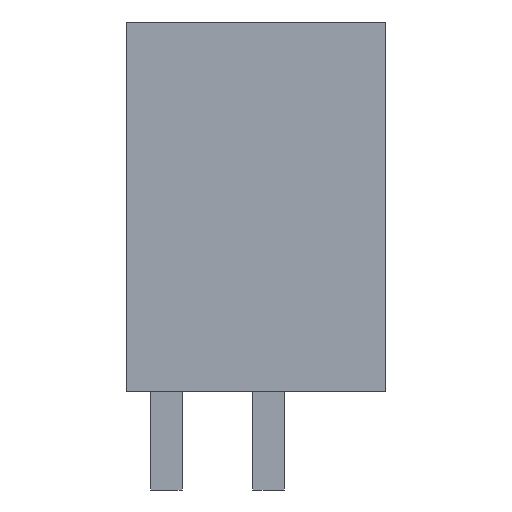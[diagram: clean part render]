
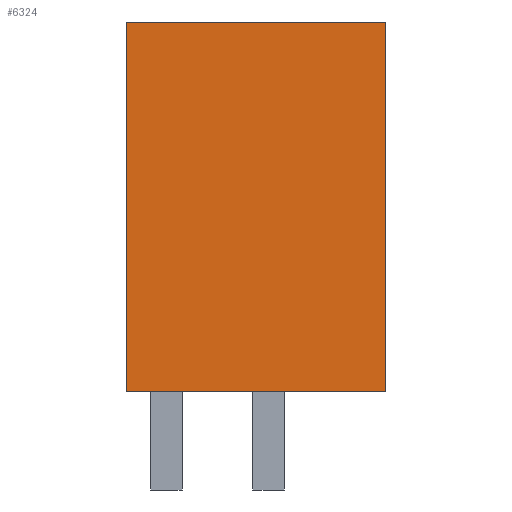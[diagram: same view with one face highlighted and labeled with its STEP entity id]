
A CAD part, left-side view. The second image highlights one B-rep face of the part: STEP entity #6324.
In plain terms, the highlighted planar face has unit normal (-1, 0, 0).
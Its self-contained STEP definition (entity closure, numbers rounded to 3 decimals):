
#6304=AXIS2_PLACEMENT_3D('Plane Axis2P3D',#6301,#6302,#6303) ;
#1587=CARTESIAN_POINT('Vertex',(0.,0.,3.2)) ;
#1590=CARTESIAN_POINT('Line Origine',(0.,4.215,3.2)) ;
#1594=CARTESIAN_POINT('Vertex',(0.,8.43,3.2)) ;
#6137=CARTESIAN_POINT('Line Origine',(0.,0.,9.2)) ;
#6141=CARTESIAN_POINT('Vertex',(0.,0.,15.2)) ;
#6301=CARTESIAN_POINT('Axis2P3D Location',(0.,8.43,15.2)) ;
#6306=CARTESIAN_POINT('Line Origine',(0.,4.215,15.2)) ;
#6310=CARTESIAN_POINT('Vertex',(0.,8.43,15.2)) ;
#6313=CARTESIAN_POINT('Line Origine',(0.,8.43,9.2)) ;
#1591=DIRECTION('Vector Direction',(0.,-1.,0.)) ;
#6138=DIRECTION('Vector Direction',(0.,0.,-1.)) ;
#6302=DIRECTION('Axis2P3D Direction',(-1.,0.,0.)) ;
#6303=DIRECTION('Axis2P3D XDirection',(0.,0.,1.)) ;
#6307=DIRECTION('Vector Direction',(0.,-1.,0.)) ;
#6314=DIRECTION('Vector Direction',(0.,0.,-1.)) ;
#1592=VECTOR('Line Direction',#1591,1.) ;
#6139=VECTOR('Line Direction',#6138,1.) ;
#6308=VECTOR('Line Direction',#6307,1.) ;
#6315=VECTOR('Line Direction',#6314,1.) ;
#6319=ORIENTED_EDGE('',*,*,#6312,.F.) ;
#6320=ORIENTED_EDGE('',*,*,#6317,.T.) ;
#6321=ORIENTED_EDGE('',*,*,#1596,.T.) ;
#6322=ORIENTED_EDGE('',*,*,#6143,.F.) ;
#6324=ADVANCED_FACE('HOUSING',(#6323),#6305,.T.) ;
#1596=EDGE_CURVE('',#1595,#1588,#1593,.T.) ;
#6143=EDGE_CURVE('',#6142,#1588,#6140,.T.) ;
#6312=EDGE_CURVE('',#6311,#6142,#6309,.T.) ;
#6317=EDGE_CURVE('',#6311,#1595,#6316,.T.) ;
#6318=EDGE_LOOP('',(#6319,#6320,#6321,#6322)) ;
#6323=FACE_OUTER_BOUND('',#6318,.T.) ;
#1593=LINE('Line',#1590,#1592) ;
#6140=LINE('Line',#6137,#6139) ;
#6309=LINE('Line',#6306,#6308) ;
#6316=LINE('Line',#6313,#6315) ;
#6305=PLANE('',#6304) ;
#1588=VERTEX_POINT('',#1587) ;
#1595=VERTEX_POINT('',#1594) ;
#6142=VERTEX_POINT('',#6141) ;
#6311=VERTEX_POINT('',#6310) ;
